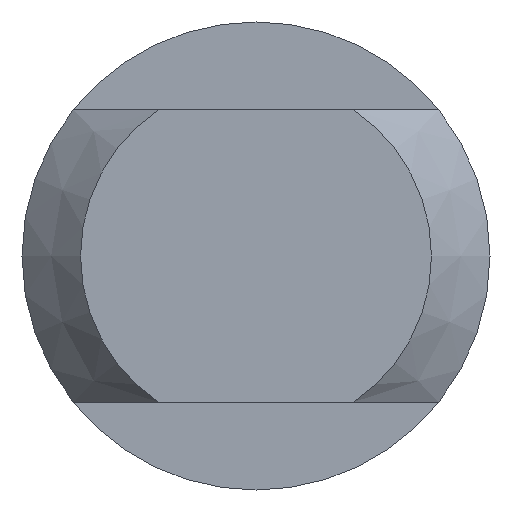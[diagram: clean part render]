
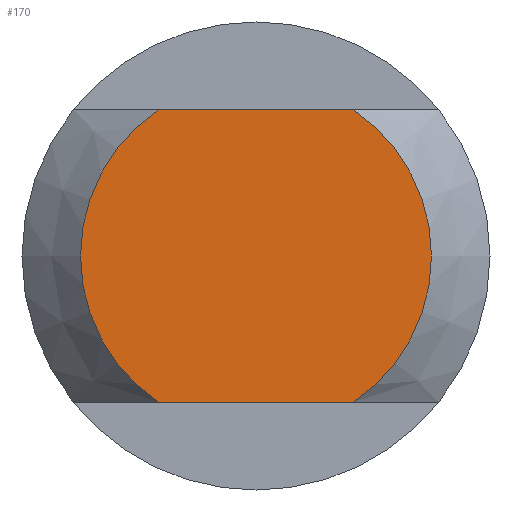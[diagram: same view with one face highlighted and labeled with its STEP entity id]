
A CAD part, front view. The second image highlights one B-rep face of the part: STEP entity #170.
In plain terms, the highlighted planar face has unit normal (0, -1, 0).
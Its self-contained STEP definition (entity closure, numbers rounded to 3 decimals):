
#59 = CARTESIAN_POINT ( 'NONE',  ( 0., 0., 0. ) ) ;
#121 = DIRECTION ( 'NONE',  ( 1., 0., 0. ) ) ;
#125 = DIRECTION ( 'NONE',  ( 0., 0., 1. ) ) ;
#142 = CARTESIAN_POINT ( 'NONE',  ( 0., 0., 0. ) ) ;
#170 = ADVANCED_FACE ( 'NONE', ( #476 ), #779, .F. ) ;
#227 = AXIS2_PLACEMENT_3D ( 'NONE', #269, #580, #816 ) ;
#245 = AXIS2_PLACEMENT_3D ( 'NONE', #59, #917, #125 ) ;
#269 = CARTESIAN_POINT ( 'NONE',  ( 0., 0., 0. ) ) ;
#278 = CIRCLE ( 'NONE', #227, 3. ) ;
#284 = EDGE_CURVE ( 'NONE', #423, #579, #278, .T. ) ;
#345 = AXIS2_PLACEMENT_3D ( 'NONE', #142, #391, #706 ) ;
#363 = LINE ( 'NONE', #843, #770 ) ;
#391 = DIRECTION ( 'NONE',  ( 0., -1., 0. ) ) ;
#398 = VERTEX_POINT ( 'NONE', #968 ) ;
#423 = VERTEX_POINT ( 'NONE', #982 ) ;
#427 = CARTESIAN_POINT ( 'NONE',  ( 0., 0., 2.5 ) ) ;
#458 = ORIENTED_EDGE ( 'NONE', *, *, #284, .T. ) ;
#467 = VERTEX_POINT ( 'NONE', #921 ) ;
#476 = FACE_OUTER_BOUND ( 'NONE', #924, .T. ) ;
#492 = EDGE_CURVE ( 'NONE', #579, #398, #363, .T. ) ;
#515 = CARTESIAN_POINT ( 'NONE',  ( -1.658, 0., -2.5 ) ) ;
#579 = VERTEX_POINT ( 'NONE', #515 ) ;
#580 = DIRECTION ( 'NONE',  ( 0., -1., 0. ) ) ;
#706 = DIRECTION ( 'NONE',  ( 0., 0., 1. ) ) ;
#725 = LINE ( 'NONE', #427, #802 ) ;
#770 = VECTOR ( 'NONE', #121, 1000. ) ;
#779 = PLANE ( 'NONE',  #245 ) ;
#802 = VECTOR ( 'NONE', #1027, 1000. ) ;
#813 = ORIENTED_EDGE ( 'NONE', *, *, #492, .T. ) ;
#816 = DIRECTION ( 'NONE',  ( 0., 0., 1. ) ) ;
#823 = EDGE_CURVE ( 'NONE', #467, #423, #725, .T. ) ;
#843 = CARTESIAN_POINT ( 'NONE',  ( 0., 0., -2.5 ) ) ;
#883 = CIRCLE ( 'NONE', #345, 3. ) ;
#917 = DIRECTION ( 'NONE',  ( 0., 1., 0. ) ) ;
#921 = CARTESIAN_POINT ( 'NONE',  ( 1.658, 0., 2.5 ) ) ;
#924 = EDGE_LOOP ( 'NONE', ( #1020, #458, #813, #997 ) ) ;
#957 = EDGE_CURVE ( 'NONE', #398, #467, #883, .T. ) ;
#968 = CARTESIAN_POINT ( 'NONE',  ( 1.658, 0., -2.5 ) ) ;
#982 = CARTESIAN_POINT ( 'NONE',  ( -1.658, 0., 2.5 ) ) ;
#997 = ORIENTED_EDGE ( 'NONE', *, *, #957, .T. ) ;
#1020 = ORIENTED_EDGE ( 'NONE', *, *, #823, .T. ) ;
#1027 = DIRECTION ( 'NONE',  ( -1., 0., 0. ) ) ;
